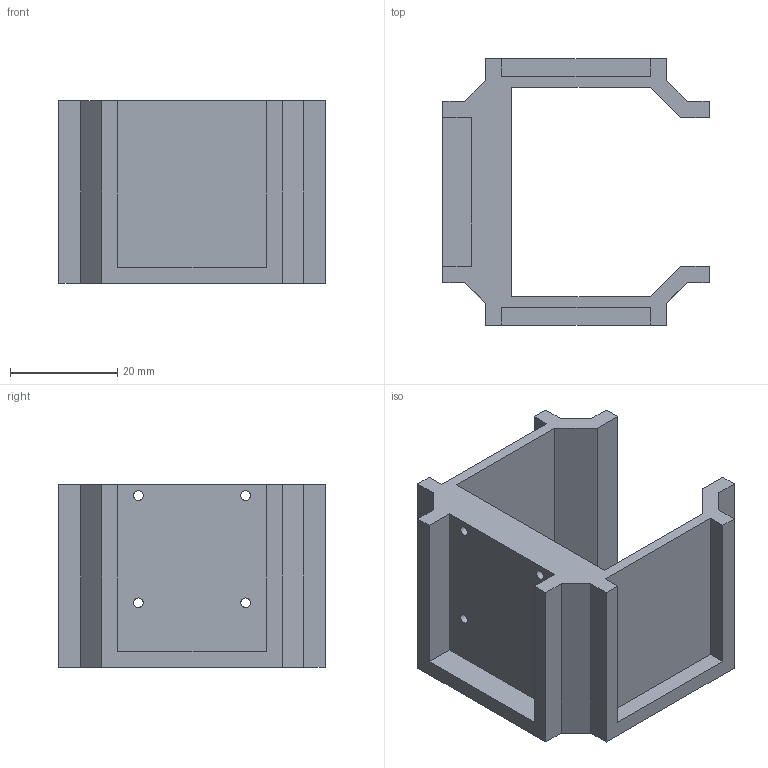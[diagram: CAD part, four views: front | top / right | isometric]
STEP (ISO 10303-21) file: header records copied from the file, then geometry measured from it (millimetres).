
FILE_DESCRIPTION(/* description */ (''),/* implementation_level */ '2;1');
FILE_NAME(/* name */ '30_Cube_SQUID_Z_Focus_base_manual_v3.ipt.step',/* time_stamp */ '2022-11-29T08:18:03+01:00',/* author */ ('diederichbenedict'),/* organization */ (''),/* preprocessor_version */ 'ST-DEVELOPER v18.1',/* originating_system */ 'Autodesk Inventor 2022',/* authorisation */ '');
FILE_SCHEMA (('AUTOMOTIVE_DESIGN { 1 0 10303 214 3 1 1 }'));
Length unit declared in the file: millimetre
Products named in the file (1): 30_Cube_SQUID_Z_Focus_base_manual_v3
Bounding box: 49.7 x 49.7 x 34.1 mm (x, y, z)
Volume: 20228 mm3; surface area: 12225.4 mm2
Topology: 1 solids, 1 shells, 43 faces, 123 edges, 82 vertices
Faces by surface type: plane 39, cylinder 4
Full cylindrical faces by diameter (mm): 1.8 x4
Entity records: 1442 total; most frequent: CARTESIAN_POINT 249, ORIENTED_EDGE 246, DIRECTION 219, EDGE_CURVE 123, LINE 115, VECTOR 115, VERTEX_POINT 82, AXIS2_PLACEMENT_3D 52
